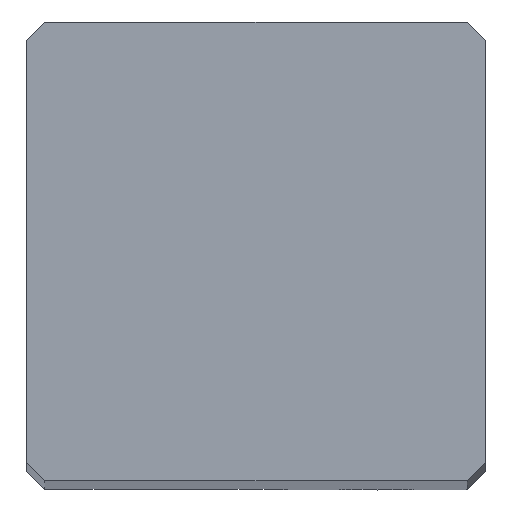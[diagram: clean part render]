
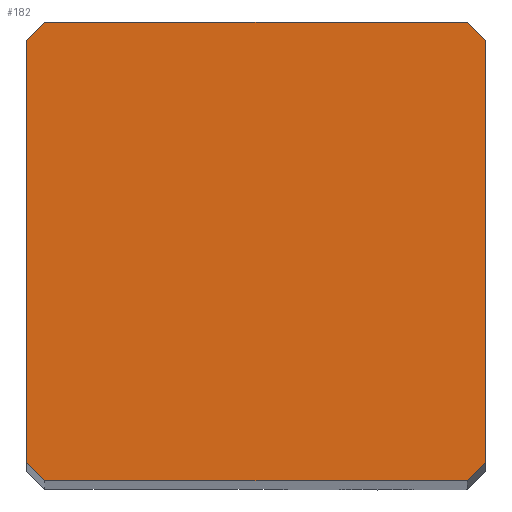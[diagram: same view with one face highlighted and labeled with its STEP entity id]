
A CAD part, top view. The second image highlights one B-rep face of the part: STEP entity #182.
In plain terms, the highlighted planar face has unit normal (0, 0, 1).
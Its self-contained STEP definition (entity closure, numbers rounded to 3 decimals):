
#119=FACE_OUTER_BOUND('',#282,.T.);
#182=ADVANCED_FACE('',(#119),#241,.T.);
#241=PLANE('',#1353);
#282=EDGE_LOOP('',(#494,#495,#496,#497,#498,#499,#500,#501));
#494=ORIENTED_EDGE('',*,*,#946,.F.);
#495=ORIENTED_EDGE('',*,*,#947,.T.);
#496=ORIENTED_EDGE('',*,*,#884,.T.);
#497=ORIENTED_EDGE('',*,*,#945,.T.);
#498=ORIENTED_EDGE('',*,*,#943,.F.);
#499=ORIENTED_EDGE('',*,*,#948,.T.);
#500=ORIENTED_EDGE('',*,*,#949,.T.);
#501=ORIENTED_EDGE('',*,*,#950,.T.);
#761=VERTEX_POINT('',#1834);
#763=VERTEX_POINT('',#1837);
#808=VERTEX_POINT('',#2038);
#809=VERTEX_POINT('',#2040);
#810=VERTEX_POINT('',#2046);
#811=VERTEX_POINT('',#2047);
#812=VERTEX_POINT('',#2050);
#813=VERTEX_POINT('',#2052);
#884=EDGE_CURVE('',#763,#761,#1065,.T.);
#943=EDGE_CURVE('',#808,#809,#1102,.T.);
#945=EDGE_CURVE('',#761,#809,#1104,.T.);
#946=EDGE_CURVE('',#810,#811,#1105,.T.);
#947=EDGE_CURVE('',#810,#763,#1106,.T.);
#948=EDGE_CURVE('',#808,#812,#1107,.T.);
#949=EDGE_CURVE('',#812,#813,#1108,.T.);
#950=EDGE_CURVE('',#813,#811,#1109,.T.);
#1065=LINE('',#1836,#1157);
#1102=LINE('',#2039,#1194);
#1104=LINE('',#2043,#1196);
#1105=LINE('',#2045,#1197);
#1106=LINE('',#2048,#1198);
#1107=LINE('',#2049,#1199);
#1108=LINE('',#2051,#1200);
#1109=LINE('',#2053,#1201);
#1157=VECTOR('',#1472,1.);
#1194=VECTOR('',#1569,1.);
#1196=VECTOR('',#1573,1.);
#1197=VECTOR('',#1576,1.);
#1198=VECTOR('',#1577,1.);
#1199=VECTOR('',#1578,1.);
#1200=VECTOR('',#1579,1.);
#1201=VECTOR('',#1580,1.);
#1353=AXIS2_PLACEMENT_3D('',#2054,#1581,#1582);
#1472=DIRECTION('',(1.,0.,0.));
#1569=DIRECTION('',(0.,-1.,0.));
#1573=DIRECTION('',(0.707,0.707,0.));
#1576=DIRECTION('',(0.,1.,0.));
#1577=DIRECTION('',(0.707,-0.707,0.));
#1578=DIRECTION('',(-0.707,0.707,0.));
#1579=DIRECTION('',(-1.,0.,0.));
#1580=DIRECTION('',(-0.707,-0.707,0.));
#1581=DIRECTION('',(0.,0.,1.));
#1582=DIRECTION('',(-1.,0.,0.));
#1834=CARTESIAN_POINT('',(12.2,0.,0.));
#1836=CARTESIAN_POINT('',(0.5,0.,0.));
#1837=CARTESIAN_POINT('',(0.5,0.,0.));
#2038=CARTESIAN_POINT('',(12.7,12.2,0.));
#2039=CARTESIAN_POINT('',(12.7,12.2,0.));
#2040=CARTESIAN_POINT('',(12.7,0.5,0.));
#2043=CARTESIAN_POINT('',(12.2,0.,0.));
#2045=CARTESIAN_POINT('',(0.,0.5,0.));
#2046=CARTESIAN_POINT('',(0.,0.5,0.));
#2047=CARTESIAN_POINT('',(0.,12.2,0.));
#2048=CARTESIAN_POINT('',(0.,0.5,0.));
#2049=CARTESIAN_POINT('',(12.7,12.2,0.));
#2050=CARTESIAN_POINT('',(12.2,12.7,0.));
#2051=CARTESIAN_POINT('',(12.2,12.7,0.));
#2052=CARTESIAN_POINT('',(0.5,12.7,0.));
#2053=CARTESIAN_POINT('',(0.5,12.7,0.));
#2054=CARTESIAN_POINT('',(6.35,6.35,0.));
